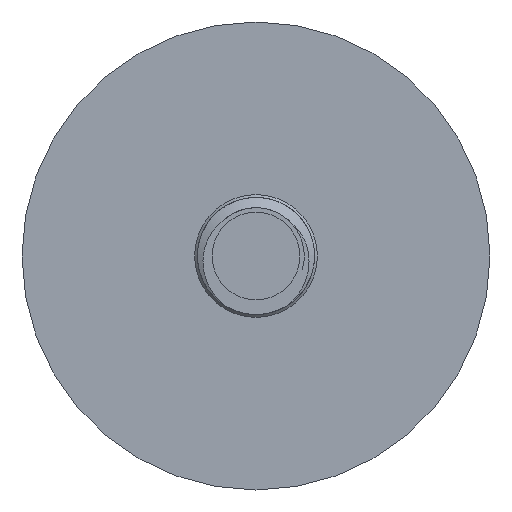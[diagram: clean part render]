
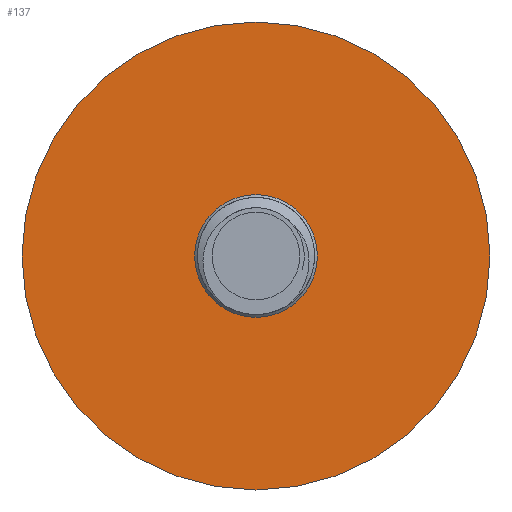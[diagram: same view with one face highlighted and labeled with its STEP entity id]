
A CAD part, left-side view. The second image highlights one B-rep face of the part: STEP entity #137.
In plain terms, the highlighted planar face has unit normal (-1, 0, 0).
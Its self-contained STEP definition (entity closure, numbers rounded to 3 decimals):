
#113=PLANE('',#311);
#123=FACE_OUTER_BOUND('',#179,.T.);
#137=ADVANCED_FACE('',(#123,#162),#113,.T.);
#162=FACE_BOUND('',#180,.T.);
#179=EDGE_LOOP('',(#207));
#180=EDGE_LOOP('',(#208));
#207=ORIENTED_EDGE('',*,*,#270,.T.);
#208=ORIENTED_EDGE('',*,*,#269,.F.);
#250=VERTEX_POINT('',#401);
#251=VERTEX_POINT('',#404);
#269=EDGE_CURVE('',#250,#250,#292,.T.);
#270=EDGE_CURVE('',#251,#251,#293,.T.);
#292=CIRCLE('',#308,2.1);
#293=CIRCLE('',#310,8.);
#308=AXIS2_PLACEMENT_3D('',#400,#343,#344);
#310=AXIS2_PLACEMENT_3D('',#403,#347,#348);
#311=AXIS2_PLACEMENT_3D('',#405,#349,#350);
#343=DIRECTION('',(-1.,0.,0.));
#344=DIRECTION('',(0.,0.,1.));
#347=DIRECTION('',(-1.,0.,0.));
#348=DIRECTION('',(0.,0.,1.));
#349=DIRECTION('',(-1.,0.,0.));
#350=DIRECTION('',(0.,0.,1.));
#400=CARTESIAN_POINT('',(46.,88.5,0.));
#401=CARTESIAN_POINT('',(46.,88.5,2.1));
#403=CARTESIAN_POINT('',(46.,88.5,0.));
#404=CARTESIAN_POINT('',(46.,88.5,8.));
#405=CARTESIAN_POINT('',(46.,90.6,0.));
